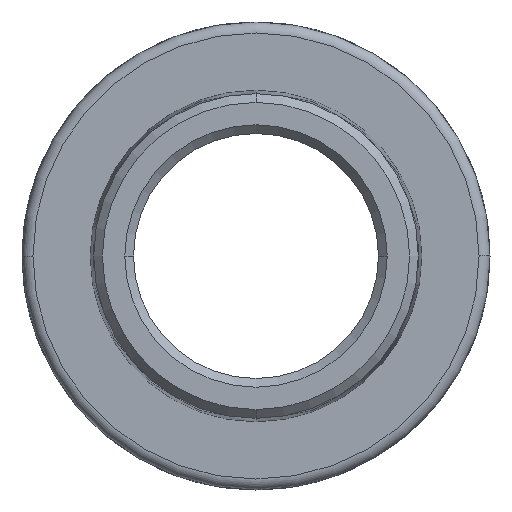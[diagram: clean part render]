
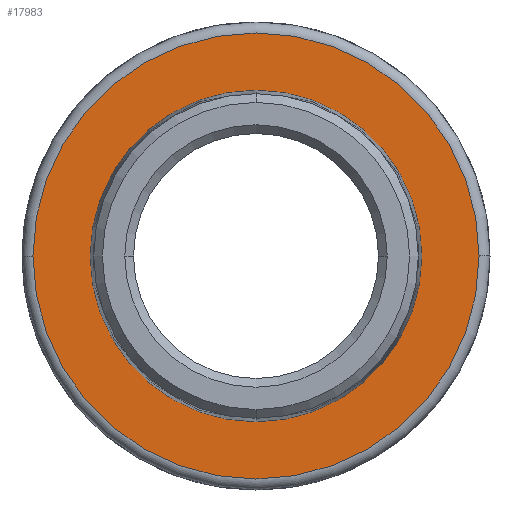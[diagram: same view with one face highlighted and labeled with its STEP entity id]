
A CAD part, front view. The second image highlights one B-rep face of the part: STEP entity #17983.
In plain terms, the highlighted planar face has unit normal (0, -1, 0).
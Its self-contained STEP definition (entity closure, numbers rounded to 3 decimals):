
#596=CARTESIAN_POINT('',(-51.,-26.,0.035));
#597=CARTESIAN_POINT('',(-51.,-26.,0.024));
#598=CARTESIAN_POINT('',(-51.,-26.,0.012));
#599=CARTESIAN_POINT('',(-51.,-26.,0.));
#616=CARTESIAN_POINT('',(0.,-26.,0.));
#617=DIRECTION('',(0.,1.,0.));
#618=DIRECTION('',(1.,0.,-0.001));
#619=AXIS2_PLACEMENT_3D('',#616,#617,#618);
#621=CARTESIAN_POINT('',(0.,-26.,0.));
#622=DIRECTION('',(0.,1.,0.));
#623=DIRECTION('',(-1.,0.,0.001));
#624=AXIS2_PLACEMENT_3D('',#621,#622,#623);
#626=CARTESIAN_POINT('',(0.,-26.,0.));
#627=DIRECTION('',(0.,-1.,0.));
#628=DIRECTION('',(0.,0.,1.));
#629=AXIS2_PLACEMENT_3D('',#626,#627,#628);
#631=CARTESIAN_POINT('',(0.,-26.,0.));
#632=DIRECTION('',(0.,-1.,0.));
#633=DIRECTION('',(0.,0.,-1.));
#634=AXIS2_PLACEMENT_3D('',#631,#632,#633);
#636=CARTESIAN_POINT('',(51.,-26.,-0.035));
#637=CARTESIAN_POINT('',(51.,-26.,-0.024));
#638=CARTESIAN_POINT('',(51.,-26.,-0.012));
#639=CARTESIAN_POINT('',(51.,-26.,0.));
#13579=CARTESIAN_POINT('',(-51.,-26.,0.035));
#13580=CARTESIAN_POINT('',(51.,-26.,0.));
#13581=VERTEX_POINT('',#13579);
#13582=VERTEX_POINT('',#13580);
#13583=VERTEX_POINT('',#599);
#13584=CARTESIAN_POINT('',(51.,-26.,-0.035));
#13585=VERTEX_POINT('',#13584);
#13586=CARTESIAN_POINT('',(0.,-26.,37.92));
#13587=CARTESIAN_POINT('',(0.,-26.,-37.92));
#13588=VERTEX_POINT('',#13586);
#13589=VERTEX_POINT('',#13587);
#17964=CARTESIAN_POINT('',(0.,-26.,0.));
#17965=DIRECTION('',(0.,1.,0.));
#17966=DIRECTION('',(1.,0.,0.));
#17967=AXIS2_PLACEMENT_3D('',#17964,#17965,#17966);
#17968=PLANE('',#17967);
#17970=ORIENTED_EDGE('',*,*,#17969,.F.);
#17972=ORIENTED_EDGE('',*,*,#17971,.T.);
#17973=ORIENTED_EDGE('',*,*,#17953,.F.);
#17974=ORIENTED_EDGE('',*,*,#17951,.T.);
#17975=EDGE_LOOP('',(#17970,#17972,#17973,#17974));
#17976=FACE_OUTER_BOUND('',#17975,.F.);
#17978=ORIENTED_EDGE('',*,*,#17977,.T.);
#17980=ORIENTED_EDGE('',*,*,#17979,.T.);
#17981=EDGE_LOOP('',(#17978,#17980));
#17982=FACE_BOUND('',#17981,.F.);
#17983=ADVANCED_FACE('',(#17976,#17982),#17968,.F.);
#600=B_SPLINE_CURVE_WITH_KNOTS('',3,(#596,#597,#598,#599),.UNSPECIFIED.,.F.,.F.,
(4,4),(0.,1.),.UNSPECIFIED.);
#620=CIRCLE('',#619,51.);
#625=CIRCLE('',#624,51.);
#630=CIRCLE('',#629,37.92);
#635=CIRCLE('',#634,37.92);
#640=B_SPLINE_CURVE_WITH_KNOTS('',3,(#636,#637,#638,#639),.UNSPECIFIED.,.F.,.F.,
(4,4),(0.,1.),.UNSPECIFIED.);
#17951=EDGE_CURVE('',#13581,#13582,#625,.T.);
#17953=EDGE_CURVE('',#13581,#13583,#600,.T.);
#17969=EDGE_CURVE('',#13585,#13582,#640,.T.);
#17971=EDGE_CURVE('',#13585,#13583,#620,.T.);
#17977=EDGE_CURVE('',#13588,#13589,#630,.T.);
#17979=EDGE_CURVE('',#13589,#13588,#635,.T.);
